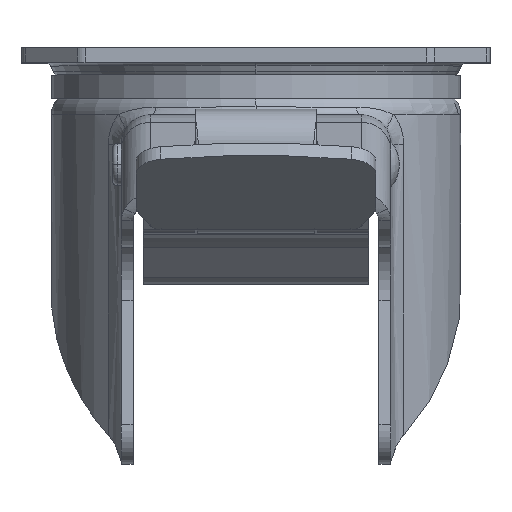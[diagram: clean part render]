
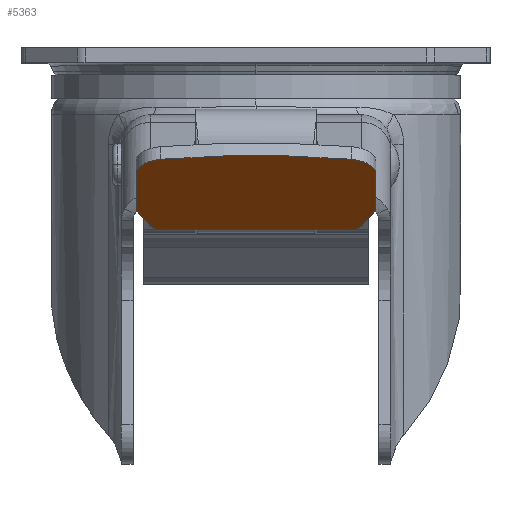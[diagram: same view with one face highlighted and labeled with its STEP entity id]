
A CAD part, top view. The second image highlights one B-rep face of the part: STEP entity #5363.
In plain terms, the highlighted planar face has unit normal (0, -0.861, 0.509).
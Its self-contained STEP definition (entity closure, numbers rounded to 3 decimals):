
#117 = VERTEX_POINT ( 'NONE', #9600 ) ;
#353 = DIRECTION ( 'NONE',  ( 1., 0., 0. ) ) ;
#888 = DIRECTION ( 'NONE',  ( -1., 0., 0. ) ) ;
#1191 = ORIENTED_EDGE ( 'NONE', *, *, #19858, .F. ) ;
#1261 = CARTESIAN_POINT ( 'NONE',  ( -10., -25.227, 106.448 ) ) ;
#2170 = CARTESIAN_POINT ( 'NONE',  ( -16.22, -25.204, 106.487 ) ) ;
#2629 = CARTESIAN_POINT ( 'NONE',  ( 15.5, -15.728, 122.498 ) ) ;
#2754 = VERTEX_POINT ( 'NONE', #44580 ) ;
#3451 = DIRECTION ( 'NONE',  ( 0., 0.861, -0.509 ) ) ;
#4092 = EDGE_CURVE ( 'NONE', #2754, #14945, #7257, .T. ) ;
#4190 = DIRECTION ( 'NONE',  ( 0., 0.861, -0.509 ) ) ;
#4383 = VERTEX_POINT ( 'NONE', #30947 ) ;
#4408 = CARTESIAN_POINT ( 'NONE',  ( -20.04, -22.401, 111.223 ) ) ;
#4448 = LINE ( 'NONE', #39903, #28980 ) ;
#4958 = DIRECTION ( 'NONE',  ( 1., 0., 0. ) ) ;
#5085 = CARTESIAN_POINT ( 'NONE',  ( 20.5, -15.728, 122.498 ) ) ;
#5363 = ADVANCED_FACE ( 'NONE', ( #34985 ), #7134, .F. ) ;
#5615 = CIRCLE ( 'NONE', #14449, 2. ) ;
#5650 = DIRECTION ( 'NONE',  ( 0., -0.509, -0.861 ) ) ;
#5765 = DIRECTION ( 'NONE',  ( -0.908, -0.213, -0.361 ) ) ;
#5986 = CIRCLE ( 'NONE', #10373, 106.063 ) ;
#6142 = EDGE_CURVE ( 'NONE', #4383, #41007, #28075, .T. ) ;
#6759 = VERTEX_POINT ( 'NONE', #4408 ) ;
#7118 = ORIENTED_EDGE ( 'NONE', *, *, #25748, .F. ) ;
#7134 = PLANE ( 'NONE',  #15480 ) ;
#7257 = LINE ( 'NONE', #1261, #29324 ) ;
#7274 = ORIENTED_EDGE ( 'NONE', *, *, #14718, .F. ) ;
#7641 = ORIENTED_EDGE ( 'NONE', *, *, #18221, .F. ) ;
#8398 = CARTESIAN_POINT ( 'NONE',  ( 15.5, -21.334, 113.026 ) ) ;
#8528 = EDGE_CURVE ( 'NONE', #19867, #23934, #11272, .T. ) ;
#8955 = AXIS2_PLACEMENT_3D ( 'NONE', #8398, #39492, #4958 ) ;
#9180 = EDGE_CURVE ( 'NONE', #31336, #14628, #12795, .T. ) ;
#9520 = LINE ( 'NONE', #34150, #26558 ) ;
#9600 = CARTESIAN_POINT ( 'NONE',  ( 18.036, -24.612, 107.487 ) ) ;
#9804 = EDGE_CURVE ( 'NONE', #41007, #27695, #31902, .T. ) ;
#9910 = CARTESIAN_POINT ( 'NONE',  ( -20.5, -10.535, 131.272 ) ) ;
#10316 = CARTESIAN_POINT ( 'NONE',  ( 20.5, -21.334, 113.026 ) ) ;
#10373 = AXIS2_PLACEMENT_3D ( 'NONE', #28363, #45202, #34601 ) ;
#10470 = DIRECTION ( 'NONE',  ( 0., -0.861, 0.509 ) ) ;
#11093 = EDGE_CURVE ( 'NONE', #41626, #34673, #38375, .T. ) ;
#11272 = CIRCLE ( 'NONE', #42177, 5. ) ;
#11612 = DIRECTION ( 'NONE',  ( -0.419, -0.462, -0.781 ) ) ;
#12684 = DIRECTION ( 'NONE',  ( 0., 0.861, -0.509 ) ) ;
#12795 = CIRCLE ( 'NONE', #25287, 5. ) ;
#13397 = DIRECTION ( 'NONE',  ( 0., -0.509, -0.861 ) ) ;
#13637 = CARTESIAN_POINT ( 'NONE',  ( 10., -25.204, 106.487 ) ) ;
#14340 = CARTESIAN_POINT ( 'NONE',  ( 20.04, -22.401, 111.223 ) ) ;
#14351 = CARTESIAN_POINT ( 'NONE',  ( 16.22, -24.185, 108.209 ) ) ;
#14449 = AXIS2_PLACEMENT_3D ( 'NONE', #14351, #4190, #15019 ) ;
#14628 = VERTEX_POINT ( 'NONE', #24506 ) ;
#14631 = ORIENTED_EDGE ( 'NONE', *, *, #6142, .F. ) ;
#14718 = EDGE_CURVE ( 'NONE', #45107, #14945, #31178, .T. ) ;
#14945 = VERTEX_POINT ( 'NONE', #43352 ) ;
#15019 = DIRECTION ( 'NONE',  ( 0.908, -0.213, -0.361 ) ) ;
#15230 = VECTOR ( 'NONE', #39989, 1000. ) ;
#15480 = AXIS2_PLACEMENT_3D ( 'NONE', #9910, #3451, #13397 ) ;
#15561 = ORIENTED_EDGE ( 'NONE', *, *, #43428, .F. ) ;
#17949 = CARTESIAN_POINT ( 'NONE',  ( -10., -25.204, 106.487 ) ) ;
#18118 = VECTOR ( 'NONE', #18701, 1000. ) ;
#18188 = EDGE_CURVE ( 'NONE', #4383, #2754, #18930, .T. ) ;
#18221 = EDGE_CURVE ( 'NONE', #117, #42439, #5615, .T. ) ;
#18701 = DIRECTION ( 'NONE',  ( 0., -0.509, -0.861 ) ) ;
#18930 = LINE ( 'NONE', #21714, #18118 ) ;
#19198 = CARTESIAN_POINT ( 'NONE',  ( -20.5, -15.728, 122.498 ) ) ;
#19479 = LINE ( 'NONE', #25939, #19608 ) ;
#19608 = VECTOR ( 'NONE', #5650, 1000. ) ;
#19611 = EDGE_CURVE ( 'NONE', #45107, #42439, #22495, .T. ) ;
#19858 = EDGE_CURVE ( 'NONE', #34673, #117, #28422, .T. ) ;
#19867 = VERTEX_POINT ( 'NONE', #24975 ) ;
#20567 = ORIENTED_EDGE ( 'NONE', *, *, #25969, .T. ) ;
#21053 = CARTESIAN_POINT ( 'NONE',  ( 10., -25.204, 106.487 ) ) ;
#21714 = CARTESIAN_POINT ( 'NONE',  ( -10., -25.204, 106.487 ) ) ;
#22495 = LINE ( 'NONE', #32830, #15230 ) ;
#23370 = DIRECTION ( 'NONE',  ( 1., 0., 0. ) ) ;
#23934 = VERTEX_POINT ( 'NONE', #19198 ) ;
#24377 = AXIS2_PLACEMENT_3D ( 'NONE', #26943, #27405, #5765 ) ;
#24506 = CARTESIAN_POINT ( 'NONE',  ( 16.267, -13.211, 126.749 ) ) ;
#24536 = DIRECTION ( 'NONE',  ( -0.153, 0.503, 0.85 ) ) ;
#24975 = CARTESIAN_POINT ( 'NONE',  ( -16.267, -13.211, 126.749 ) ) ;
#25287 = AXIS2_PLACEMENT_3D ( 'NONE', #2629, #30272, #23370 ) ;
#25748 = EDGE_CURVE ( 'NONE', #6759, #30386, #34678, .T. ) ;
#25939 = CARTESIAN_POINT ( 'NONE',  ( -20.5, -15.728, 122.498 ) ) ;
#25969 = EDGE_CURVE ( 'NONE', #41626, #31336, #9520, .T. ) ;
#26558 = VECTOR ( 'NONE', #44302, 1000. ) ;
#26943 = CARTESIAN_POINT ( 'NONE',  ( -15.5, -21.334, 113.026 ) ) ;
#27405 = DIRECTION ( 'NONE',  ( 0., 0.861, -0.509 ) ) ;
#27695 = VERTEX_POINT ( 'NONE', #33461 ) ;
#28075 = LINE ( 'NONE', #17949, #43318 ) ;
#28363 = CARTESIAN_POINT ( 'NONE',  ( 0., -66.594, 36.556 ) ) ;
#28422 = LINE ( 'NONE', #39695, #32896 ) ;
#28980 = VECTOR ( 'NONE', #39217, 1000. ) ;
#29078 = ORIENTED_EDGE ( 'NONE', *, *, #29642, .T. ) ;
#29324 = VECTOR ( 'NONE', #353, 1000. ) ;
#29642 = EDGE_CURVE ( 'NONE', #23934, #30386, #19479, .T. ) ;
#30272 = DIRECTION ( 'NONE',  ( 0., -0.861, 0.509 ) ) ;
#30386 = VERTEX_POINT ( 'NONE', #32262 ) ;
#30832 = VECTOR ( 'NONE', #42450, 1000. ) ;
#30947 = CARTESIAN_POINT ( 'NONE',  ( -10., -25.204, 106.487 ) ) ;
#31017 = ORIENTED_EDGE ( 'NONE', *, *, #4092, .T. ) ;
#31178 = LINE ( 'NONE', #21053, #30832 ) ;
#31336 = VERTEX_POINT ( 'NONE', #5085 ) ;
#31902 = CIRCLE ( 'NONE', #37788, 2. ) ;
#32262 = CARTESIAN_POINT ( 'NONE',  ( -20.5, -21.334, 113.026 ) ) ;
#32830 = CARTESIAN_POINT ( 'NONE',  ( 10., -25.204, 106.487 ) ) ;
#32896 = VECTOR ( 'NONE', #11612, 1000. ) ;
#33461 = CARTESIAN_POINT ( 'NONE',  ( -18.036, -24.612, 107.487 ) ) ;
#34150 = CARTESIAN_POINT ( 'NONE',  ( 20.5, -21.334, 113.026 ) ) ;
#34601 = DIRECTION ( 'NONE',  ( 0.153, 0.503, 0.85 ) ) ;
#34673 = VERTEX_POINT ( 'NONE', #14340 ) ;
#34678 = CIRCLE ( 'NONE', #24377, 5. ) ;
#34985 = FACE_OUTER_BOUND ( 'NONE', #42319, .T. ) ;
#35426 = ORIENTED_EDGE ( 'NONE', *, *, #9180, .T. ) ;
#37050 = CARTESIAN_POINT ( 'NONE',  ( 16.22, -25.204, 106.487 ) ) ;
#37754 = DIRECTION ( 'NONE',  ( 0., -0.509, -0.861 ) ) ;
#37788 = AXIS2_PLACEMENT_3D ( 'NONE', #41459, #12684, #37754 ) ;
#38375 = CIRCLE ( 'NONE', #8955, 5. ) ;
#38585 = ORIENTED_EDGE ( 'NONE', *, *, #11093, .F. ) ;
#38667 = ORIENTED_EDGE ( 'NONE', *, *, #9804, .F. ) ;
#38947 = EDGE_CURVE ( 'NONE', #14628, #19867, #5986, .T. ) ;
#39217 = DIRECTION ( 'NONE',  ( -0.419, 0.462, 0.781 ) ) ;
#39492 = DIRECTION ( 'NONE',  ( 0., 0.861, -0.509 ) ) ;
#39695 = CARTESIAN_POINT ( 'NONE',  ( 20.04, -22.401, 111.223 ) ) ;
#39903 = CARTESIAN_POINT ( 'NONE',  ( -18.036, -24.612, 107.487 ) ) ;
#39989 = DIRECTION ( 'NONE',  ( 1., 0., 0. ) ) ;
#40263 = ORIENTED_EDGE ( 'NONE', *, *, #8528, .T. ) ;
#40972 = ORIENTED_EDGE ( 'NONE', *, *, #38947, .T. ) ;
#41007 = VERTEX_POINT ( 'NONE', #2170 ) ;
#41459 = CARTESIAN_POINT ( 'NONE',  ( -16.22, -24.185, 108.209 ) ) ;
#41626 = VERTEX_POINT ( 'NONE', #10316 ) ;
#42036 = CARTESIAN_POINT ( 'NONE',  ( -15.5, -15.728, 122.498 ) ) ;
#42177 = AXIS2_PLACEMENT_3D ( 'NONE', #42036, #10470, #24536 ) ;
#42319 = EDGE_LOOP ( 'NONE', ( #29078, #7118, #15561, #38667, #14631, #43361, #31017, #7274, #43591, #7641, #1191, #38585, #20567, #35426, #40972, #40263 ) ) ;
#42439 = VERTEX_POINT ( 'NONE', #37050 ) ;
#42450 = DIRECTION ( 'NONE',  ( 0., -0.509, -0.861 ) ) ;
#43318 = VECTOR ( 'NONE', #888, 1000. ) ;
#43352 = CARTESIAN_POINT ( 'NONE',  ( 10., -25.227, 106.448 ) ) ;
#43361 = ORIENTED_EDGE ( 'NONE', *, *, #18188, .T. ) ;
#43428 = EDGE_CURVE ( 'NONE', #27695, #6759, #4448, .T. ) ;
#43591 = ORIENTED_EDGE ( 'NONE', *, *, #19611, .T. ) ;
#44302 = DIRECTION ( 'NONE',  ( 0., 0.509, 0.861 ) ) ;
#44580 = CARTESIAN_POINT ( 'NONE',  ( -10., -25.227, 106.448 ) ) ;
#45107 = VERTEX_POINT ( 'NONE', #13637 ) ;
#45202 = DIRECTION ( 'NONE',  ( 0., -0.861, 0.509 ) ) ;
